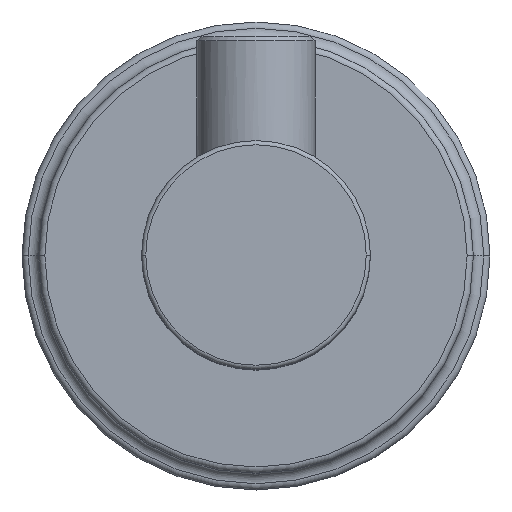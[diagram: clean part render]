
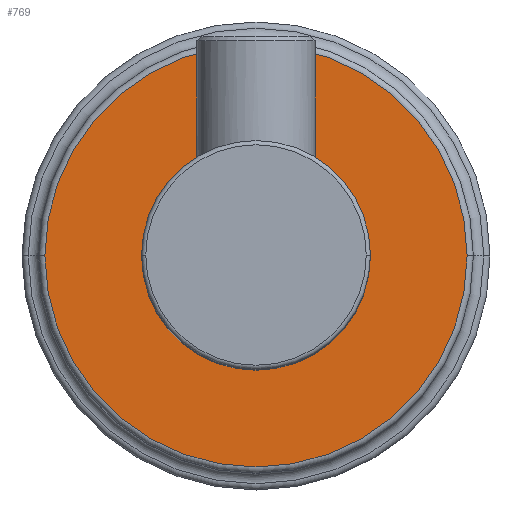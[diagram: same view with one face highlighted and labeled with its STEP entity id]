
A CAD part, top view. The second image highlights one B-rep face of the part: STEP entity #769.
In plain terms, the highlighted planar face has unit normal (0, 0, 1).
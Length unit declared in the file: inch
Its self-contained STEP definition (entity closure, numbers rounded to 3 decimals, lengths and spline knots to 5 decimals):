
#93=CARTESIAN_POINT('',(0.,0.,0.35));
#94=DIRECTION('',(0.,0.,1.));
#95=DIRECTION('',(1.,0.,0.));
#96=AXIS2_PLACEMENT_3D('',#93,#94,#95);
#98=CARTESIAN_POINT('',(0.,0.,0.35));
#99=DIRECTION('',(0.,0.,1.));
#100=DIRECTION('',(-1.,0.,0.));
#101=AXIS2_PLACEMENT_3D('',#98,#99,#100);
#103=CARTESIAN_POINT('',(0.,0.,0.35));
#104=DIRECTION('',(0.,0.,-1.));
#105=DIRECTION('',(1.,0.,0.));
#106=AXIS2_PLACEMENT_3D('',#103,#104,#105);
#108=CARTESIAN_POINT('',(0.,0.,0.35));
#109=DIRECTION('',(0.,0.,-1.));
#110=DIRECTION('',(-1.,0.,0.));
#111=AXIS2_PLACEMENT_3D('',#108,#109,#110);
#520=CARTESIAN_POINT('',(1.015,0.,0.35));
#521=CARTESIAN_POINT('',(-1.015,0.,0.35));
#522=VERTEX_POINT('',#520);
#523=VERTEX_POINT('',#521);
#600=CARTESIAN_POINT('',(0.425,0.,0.35));
#601=CARTESIAN_POINT('',(-0.425,0.,0.35));
#602=VERTEX_POINT('',#600);
#603=VERTEX_POINT('',#601);
#753=CARTESIAN_POINT('',(0.,0.,0.35));
#754=DIRECTION('',(0.,0.,-1.));
#755=DIRECTION('',(-1.,0.,0.));
#756=AXIS2_PLACEMENT_3D('',#753,#754,#755);
#757=PLANE('',#756);
#759=ORIENTED_EDGE('',*,*,#758,.F.);
#760=ORIENTED_EDGE('',*,*,#743,.F.);
#761=EDGE_LOOP('',(#759,#760));
#762=FACE_OUTER_BOUND('',#761,.F.);
#764=ORIENTED_EDGE('',*,*,#763,.F.);
#766=ORIENTED_EDGE('',*,*,#765,.F.);
#767=EDGE_LOOP('',(#764,#766));
#768=FACE_BOUND('',#767,.F.);
#769=ADVANCED_FACE('',(#762,#768),#757,.F.);
#97=CIRCLE('',#96,1.015);
#102=CIRCLE('',#101,1.015);
#107=CIRCLE('',#106,0.425);
#112=CIRCLE('',#111,0.425);
#743=EDGE_CURVE('',#523,#522,#102,.T.);
#758=EDGE_CURVE('',#522,#523,#97,.T.);
#763=EDGE_CURVE('',#602,#603,#107,.T.);
#765=EDGE_CURVE('',#603,#602,#112,.T.);
